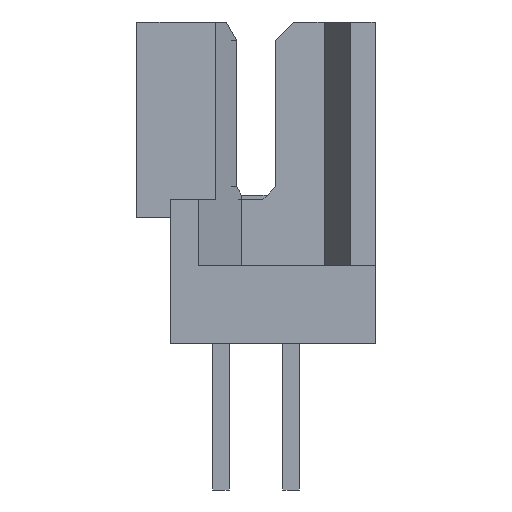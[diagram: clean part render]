
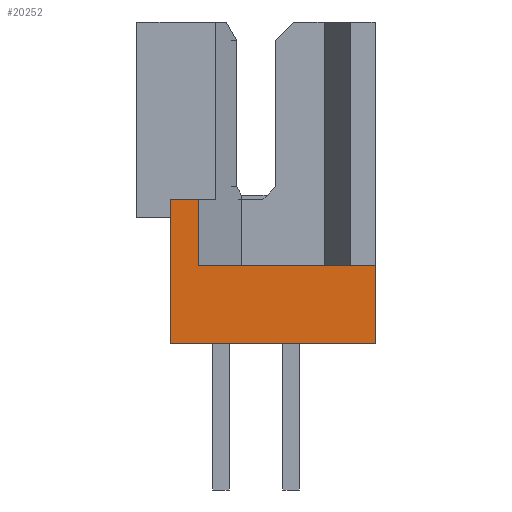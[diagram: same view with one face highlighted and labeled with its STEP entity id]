
A CAD part, front view. The second image highlights one B-rep face of the part: STEP entity #20252.
In plain terms, the highlighted planar face has unit normal (0, -1, 0).
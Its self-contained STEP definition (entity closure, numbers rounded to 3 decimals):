
#20012=CARTESIAN_POINT('',(5.57,-86.87,0.));
#20013=VERTEX_POINT('',#20012);
#20020=CARTESIAN_POINT('',(-1.83,-86.87,0.));
#20021=VERTEX_POINT('',#20020);
#20022=CARTESIAN_POINT('',(5.57,-86.87,0.));
#20023=DIRECTION('',(-1.0,0.0,0.0));
#20024=VECTOR('',#20023,7.4);
#20025=LINE('',#20022,#20024);
#20026=EDGE_CURVE('',#20013,#20021,#20025,.T.);
#20166=CARTESIAN_POINT('',(-1.83,-86.87,5.2));
#20167=VERTEX_POINT('',#20166);
#20174=CARTESIAN_POINT('',(-0.81,-86.87,5.2));
#20175=VERTEX_POINT('',#20174);
#20176=CARTESIAN_POINT('',(-0.81,-86.87,5.2));
#20177=DIRECTION('',(-1.0,0.0,0.0));
#20178=VECTOR('',#20177,1.02);
#20179=LINE('',#20176,#20178);
#20180=EDGE_CURVE('',#20175,#20167,#20179,.T.);
#20196=CARTESIAN_POINT('',(-0.81,-86.87,2.8));
#20197=VERTEX_POINT('',#20196);
#20198=CARTESIAN_POINT('',(-0.81,-86.87,2.8));
#20199=DIRECTION('',(0.0,0.0,1.0));
#20200=VECTOR('',#20199,2.4);
#20201=LINE('',#20198,#20200);
#20202=EDGE_CURVE('',#20197,#20175,#20201,.T.);
#20222=CARTESIAN_POINT('',(1.27,-86.87,-0.58));
#20223=DIRECTION('',(0.0,-1.0,0.0));
#20224=DIRECTION('',(1.0,0.0,0.0));
#20225=AXIS2_PLACEMENT_3D('',#20222,#20223,#20224);
#20226=PLANE('',#20225);
#20227=CARTESIAN_POINT('',(5.57,-86.87,2.8));
#20228=VERTEX_POINT('',#20227);
#20229=CARTESIAN_POINT('',(5.57,-86.87,2.8));
#20230=DIRECTION('',(-1.0,0.,0.0));
#20231=VECTOR('',#20230,6.38);
#20232=LINE('',#20229,#20231);
#20233=EDGE_CURVE('',#20228,#20197,#20232,.T.);
#20234=ORIENTED_EDGE('',*,*,#20233,.T.);
#20235=ORIENTED_EDGE('',*,*,#20202,.T.);
#20236=ORIENTED_EDGE('',*,*,#20180,.T.);
#20237=CARTESIAN_POINT('',(-1.83,-86.87,0.));
#20238=DIRECTION('',(0.,0.0,1.0));
#20239=VECTOR('',#20238,5.2);
#20240=LINE('',#20237,#20239);
#20241=EDGE_CURVE('',#20021,#20167,#20240,.T.);
#20242=ORIENTED_EDGE('',*,*,#20241,.F.);
#20243=ORIENTED_EDGE('',*,*,#20026,.F.);
#20244=CARTESIAN_POINT('',(5.57,-86.87,2.8));
#20245=DIRECTION('',(0.0,0.0,-1.0));
#20246=VECTOR('',#20245,2.8);
#20247=LINE('',#20244,#20246);
#20248=EDGE_CURVE('',#20228,#20013,#20247,.T.);
#20249=ORIENTED_EDGE('',*,*,#20248,.F.);
#20250=EDGE_LOOP('',(#20234,#20235,#20236,#20242,#20243,#20249));
#20251=FACE_OUTER_BOUND('',#20250,.T.);
#20252=ADVANCED_FACE('',(#20251),#20226,.T.);
